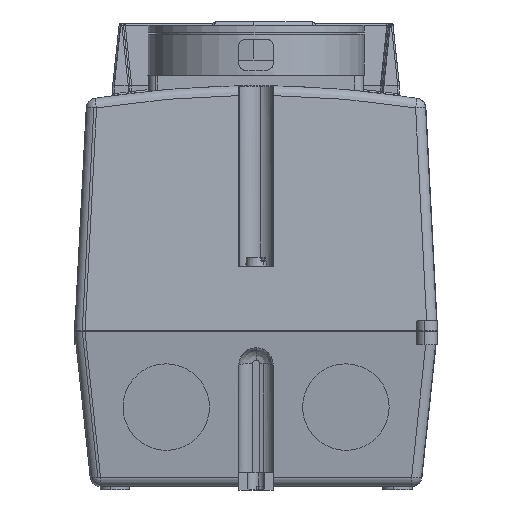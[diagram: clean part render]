
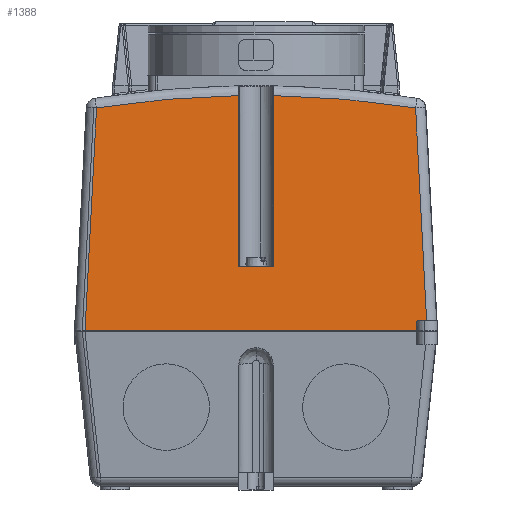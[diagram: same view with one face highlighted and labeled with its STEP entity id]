
A CAD part, front view. The second image highlights one B-rep face of the part: STEP entity #1388.
In plain terms, the highlighted planar face has unit normal (0, -0.998, 0.062).
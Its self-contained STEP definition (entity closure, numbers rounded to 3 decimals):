
#1388=ADVANCED_FACE('NONE',(#3224),#3225,.F.);
#3224=FACE_OUTER_BOUND('',#6571,.T.);
#3225=PLANE('',#6572);
#6571=EDGE_LOOP('',(#12683,#12684,#12685,#12686,#12687,#12688,#12689,#12690,#12691,#12692,#12693));
#6572=AXIS2_PLACEMENT_3D('',#12694,#12695,#12696);
#12683=ORIENTED_EDGE('',*,*,#17588,.T.);
#12684=ORIENTED_EDGE('',*,*,#16509,.T.);
#12685=ORIENTED_EDGE('',*,*,#17617,.T.);
#12686=ORIENTED_EDGE('',*,*,#17666,.T.);
#12687=ORIENTED_EDGE('',*,*,#17667,.F.);
#12688=ORIENTED_EDGE('',*,*,#17567,.T.);
#12689=ORIENTED_EDGE('',*,*,#17668,.T.);
#12690=ORIENTED_EDGE('',*,*,#17532,.T.);
#12691=ORIENTED_EDGE('',*,*,#17669,.T.);
#12692=ORIENTED_EDGE('',*,*,#17670,.T.);
#12693=ORIENTED_EDGE('',*,*,#17671,.T.);
#12694=CARTESIAN_POINT('',(115.081,5.154,46.));
#12695=DIRECTION('',(0.,0.998,-0.062));
#12696=DIRECTION('',(-1.0,0.0,0.));
#16509=EDGE_CURVE('NONE',#19207,#19205,#19208,.T.);
#17532=EDGE_CURVE('NONE',#20750,#20755,#20757,.T.);
#17567=EDGE_CURVE('NONE',#20813,#20733,#20816,.T.);
#17588=EDGE_CURVE('NONE',#20848,#19207,#20849,.T.);
#17617=EDGE_CURVE('NONE',#19205,#20886,#20888,.T.);
#17666=EDGE_CURVE('NONE',#20886,#20951,#20952,.T.);
#17667=EDGE_CURVE('NONE',#20813,#20951,#20953,.T.);
#17668=EDGE_CURVE('NONE',#20733,#20750,#20954,.T.);
#17669=EDGE_CURVE('NONE',#20755,#20955,#20956,.T.);
#17670=EDGE_CURVE('NONE',#20955,#20957,#20958,.T.);
#17671=EDGE_CURVE('NONE',#20957,#20848,#20959,.T.);
#19205=VERTEX_POINT('NONE',#23199);
#19207=VERTEX_POINT('NONE',#23211);
#19208=LINE('',#23212,#23213);
#20733=VERTEX_POINT('NONE',#26746);
#20750=VERTEX_POINT('NONE',#26767);
#20755=VERTEX_POINT('NONE',#26773);
#20757=LINE('',#26785,#26786);
#20813=VERTEX_POINT('NONE',#26941);
#20816=LINE('',#26955,#26956);
#20848=VERTEX_POINT('NONE',#27044);
#20849=LINE('',#27045,#27046);
#20886=VERTEX_POINT('NONE',#27118);
#20888=LINE('',#27121,#27122);
#20951=VERTEX_POINT('NONE',#27275);
#20952=(B_SPLINE_CURVE(3,(#27277,#27278,#27279,#27280),.UNSPECIFIED.,.F.,.F.)B_SPLINE_CURVE_WITH_KNOTS((4,4),(4.581,6.151),.UNSPECIFIED.)RATIONAL_B_SPLINE_CURVE((1.0,0.805,0.805,1.0))BOUNDED_CURVE()REPRESENTATION_ITEM('')GEOMETRIC_REPRESENTATION_ITEM()CURVE());
#20953=LINE('',#27287,#27288);
#20954=(B_SPLINE_CURVE(3,(#27290,#27291,#27292,#27293),.UNSPECIFIED.,.F.,.F.)B_SPLINE_CURVE_WITH_KNOTS((4,4),(2.986,3.124),.UNSPECIFIED.)RATIONAL_B_SPLINE_CURVE((1.0,0.998,0.998,1.0))BOUNDED_CURVE()REPRESENTATION_ITEM('')GEOMETRIC_REPRESENTATION_ITEM()CURVE());
#20955=VERTEX_POINT('NONE',#27300);
#20956=LINE('',#27301,#27302);
#20957=VERTEX_POINT('NONE',#27303);
#20958=LINE('',#27304,#27305);
#20959=(B_SPLINE_CURVE(3,(#27307,#27308,#27309,#27310),.UNSPECIFIED.,.F.,.F.)B_SPLINE_CURVE_WITH_KNOTS((4,4),(3.159,3.298),.UNSPECIFIED.)RATIONAL_B_SPLINE_CURVE((1.0,0.998,0.998,1.0))BOUNDED_CURVE()REPRESENTATION_ITEM('')GEOMETRIC_REPRESENTATION_ITEM()CURVE());
#23199=CARTESIAN_POINT('',(99.147,5.157,46.053));
#23211=CARTESIAN_POINT('',(3.078,5.157,46.053));
#23212=CARTESIAN_POINT('',(99.147,5.157,46.053));
#23213=VECTOR('',#32922,1000.0);
#26746=CARTESIAN_POINT('',(98.749,9.197,110.577));
#26767=CARTESIAN_POINT('',(57.704,9.421,114.143));
#26773=CARTESIAN_POINT('',(57.756,6.319,64.612));
#26785=CARTESIAN_POINT('',(57.775,5.15,45.941));
#26786=VECTOR('',#33971,1000.0);
#26941=CARTESIAN_POINT('',(101.931,5.342,49.));
#26955=CARTESIAN_POINT('',(98.634,9.337,112.811));
#26956=VECTOR('',#33999,1000.0);
#27044=CARTESIAN_POINT('',(6.412,9.197,110.577));
#27045=CARTESIAN_POINT('',(3.067,5.145,45.846));
#27046=VECTOR('',#34022,1000.0);
#27118=CARTESIAN_POINT('',(99.148,5.329,48.8));
#27121=CARTESIAN_POINT('',(99.147,5.155,46.008));
#27122=VECTOR('',#34051,1000.0);
#27275=CARTESIAN_POINT('',(99.349,5.342,49.));
#27277=CARTESIAN_POINT('',(99.148,5.329,48.8));
#27278=CARTESIAN_POINT('',(99.149,5.337,48.917));
#27279=CARTESIAN_POINT('',(99.231,5.342,49.));
#27280=CARTESIAN_POINT('',(99.349,5.342,49.));
#27287=CARTESIAN_POINT('',(115.081,5.342,49.));
#27288=VECTOR('',#34099,1000.0);
#27290=CARTESIAN_POINT('',(98.749,9.197,110.577));
#27291=CARTESIAN_POINT('',(85.161,9.331,112.715));
#27292=CARTESIAN_POINT('',(71.458,9.406,113.906));
#27293=CARTESIAN_POINT('',(57.704,9.421,114.143));
#27300=CARTESIAN_POINT('',(47.368,6.319,64.612));
#27301=CARTESIAN_POINT('',(115.081,6.319,64.612));
#27302=VECTOR('',#34100,1000.0);
#27303=CARTESIAN_POINT('',(47.419,9.42,114.143));
#27304=CARTESIAN_POINT('',(47.348,5.159,46.07));
#27305=VECTOR('',#34101,1000.0);
#27307=CARTESIAN_POINT('',(47.419,9.42,114.143));
#27308=CARTESIAN_POINT('',(33.678,9.406,113.904));
#27309=CARTESIAN_POINT('',(19.987,9.331,112.713));
#27310=CARTESIAN_POINT('',(6.412,9.197,110.577));
#32922=DIRECTION('',(1.0,0.,0.));
#33971=DIRECTION('',(0.001,-0.062,-0.998));
#33999=DIRECTION('',(-0.052,0.062,0.997));
#34022=DIRECTION('',(-0.052,-0.062,-0.997));
#34051=DIRECTION('',(0.001,0.062,0.998));
#34099=DIRECTION('',(-1.0,0.,0.));
#34100=DIRECTION('',(-1.0,0.,0.));
#34101=DIRECTION('',(0.001,0.062,0.998));
